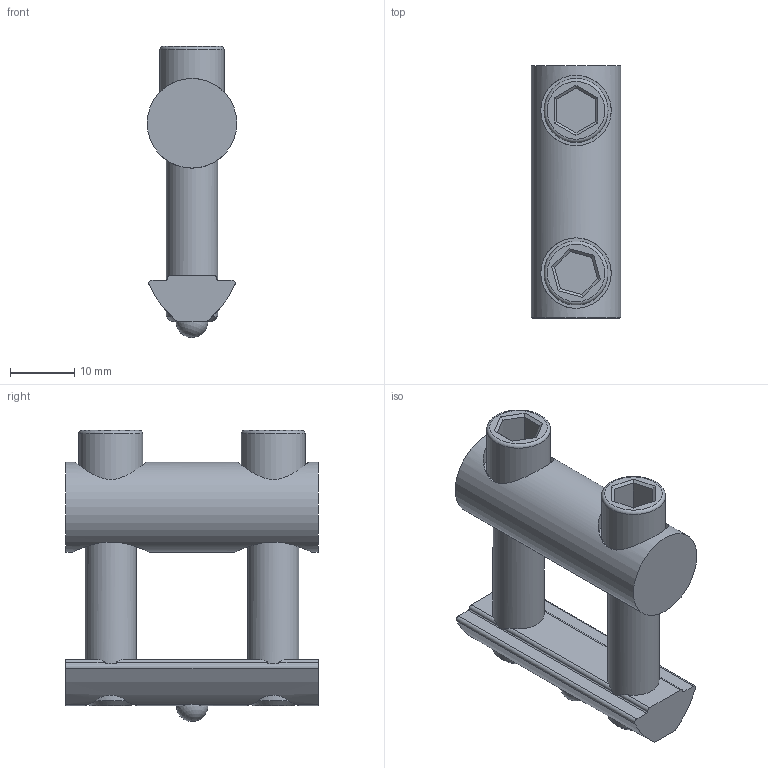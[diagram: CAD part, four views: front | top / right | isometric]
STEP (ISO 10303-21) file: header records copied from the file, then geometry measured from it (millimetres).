
FILE_DESCRIPTION(/* description */ (''),/* implementation_level */ '2;1');
FILE_NAME(/* name */ '13010_KriTec_Bolzenverbinder_8_40.stp',/* time_stamp */ '2017-09-12T13:15:13+02:00',/* author */ ('Steiner'),/* organization */ (''),/* preprocessor_version */ 'ST-DEVELOPER v16.1',/* originating_system */ 'Autodesk Inventor 2016',/* authorisation */ '');
FILE_SCHEMA (('CONFIG_CONTROL_DESIGN'));
Length unit declared in the file: millimetre
Products named in the file (1): 13010_KriTec_Bolzenverbinder_8_40_
Bounding box: 14 x 39.4 x 45.48 mm (x, y, z)
Volume: 10934.7 mm3; surface area: 5302.7 mm2
Topology: 2 solids, 2 shells, 93 faces, 250 edges, 162 vertices
Faces by surface type: plane 51, cylinder 30, cone 9, torus 2, sphere 1
Full cylindrical faces by diameter (mm): 5 x1, 8 x2, 10 x2, 11 x2, 14 x1
Entity records: 3255 total; most frequent: CARTESIAN_POINT 1021, ORIENTED_EDGE 438, DIRECTION 412, EDGE_CURVE 217, VERTEX_POINT 147, AXIS2_PLACEMENT_3D 147, LINE 118, VECTOR 118
